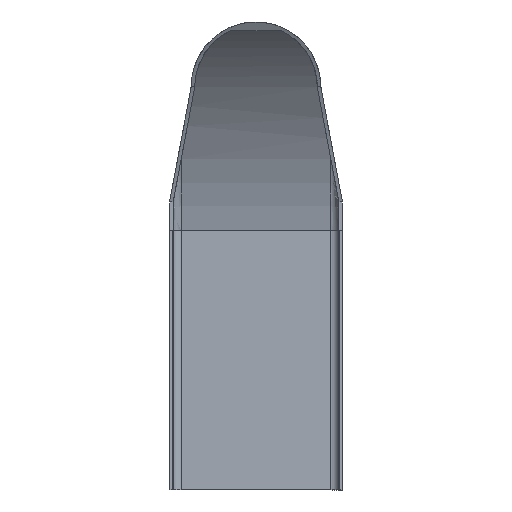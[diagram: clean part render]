
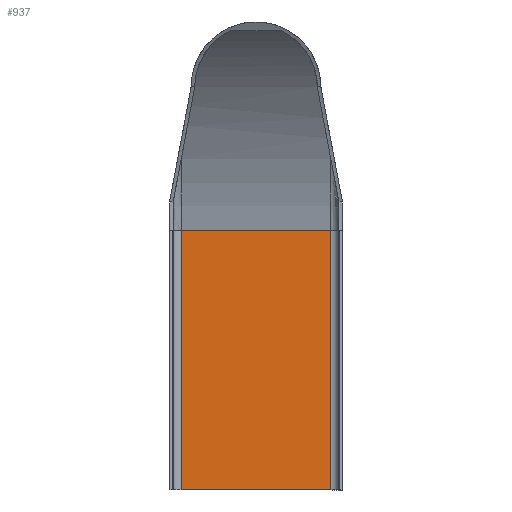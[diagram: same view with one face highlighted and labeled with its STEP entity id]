
A CAD part, left-side view. The second image highlights one B-rep face of the part: STEP entity #937.
In plain terms, the highlighted planar face has unit normal (-1, 0, 0).
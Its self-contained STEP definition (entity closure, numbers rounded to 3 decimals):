
#144=FACE_OUTER_BOUND('',#200,.T.);
#200=EDGE_LOOP('',(#799,#800,#801,#802));
#268=LINE('',#3066,#346);
#278=LINE('',#3089,#356);
#279=LINE('',#3092,#357);
#280=LINE('',#3093,#358);
#346=VECTOR('',#1222,10.);
#356=VECTOR('',#1244,10.);
#357=VECTOR('',#1247,10.);
#358=VECTOR('',#1248,10.);
#440=VERTEX_POINT('',#3063);
#441=VERTEX_POINT('',#3065);
#448=VERTEX_POINT('',#3087);
#449=VERTEX_POINT('',#3091);
#559=EDGE_CURVE('',#440,#441,#268,.T.);
#571=EDGE_CURVE('',#448,#441,#278,.T.);
#572=EDGE_CURVE('',#449,#448,#279,.T.);
#573=EDGE_CURVE('',#449,#440,#280,.T.);
#799=ORIENTED_EDGE('',*,*,#572,.T.);
#800=ORIENTED_EDGE('',*,*,#571,.T.);
#801=ORIENTED_EDGE('',*,*,#559,.F.);
#802=ORIENTED_EDGE('',*,*,#573,.F.);
#888=PLANE('',#1037);
#937=ADVANCED_FACE('',(#144),#888,.T.);
#1037=AXIS2_PLACEMENT_3D('',#3090,#1245,#1246);
#1222=DIRECTION('',(0.,-1.,0.));
#1244=DIRECTION('',(0.,0.,1.));
#1245=DIRECTION('center_axis',(-1.,0.,0.));
#1246=DIRECTION('ref_axis',(0.,-1.,0.));
#1247=DIRECTION('',(0.,-1.,0.));
#1248=DIRECTION('',(0.,0.,1.));
#3063=CARTESIAN_POINT('',(-3.,-10.,180.588));
#3065=CARTESIAN_POINT('',(-3.,-140.,180.588));
#3066=CARTESIAN_POINT('',(-3.,-10.,180.588));
#3087=CARTESIAN_POINT('',(-3.,-140.,-44.412));
#3089=CARTESIAN_POINT('',(-3.,-140.,-44.412));
#3090=CARTESIAN_POINT('Origin',(-3.,-10.,-44.412));
#3091=CARTESIAN_POINT('',(-3.,-10.,-44.412));
#3092=CARTESIAN_POINT('',(-3.,-10.,-44.412));
#3093=CARTESIAN_POINT('',(-3.,-10.,-44.412));
